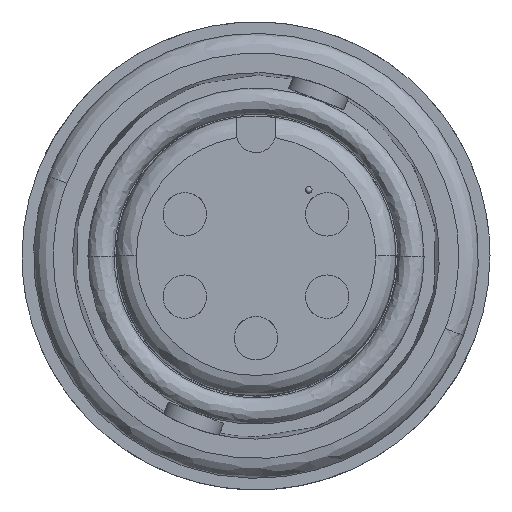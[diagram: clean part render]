
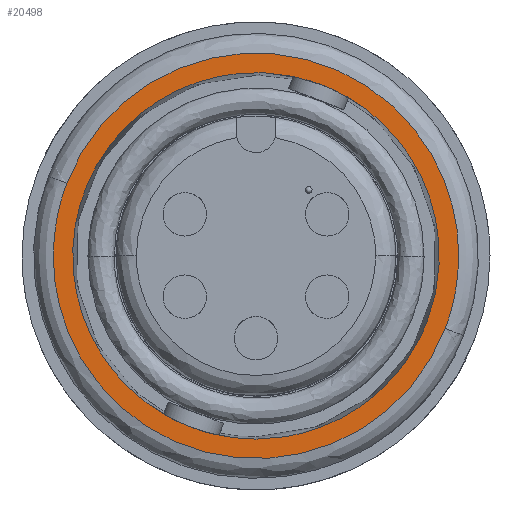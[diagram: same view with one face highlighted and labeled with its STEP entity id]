
A CAD part, top view. The second image highlights one B-rep face of the part: STEP entity #20498.
In plain terms, the highlighted planar face has unit normal (0, 0, 1).
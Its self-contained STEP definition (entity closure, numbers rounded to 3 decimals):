
#150 = CARTESIAN_POINT ( 'NONE',  ( 7.292, -2.799, 7.061 ) ) ;
#163 = CARTESIAN_POINT ( 'NONE',  ( 12.89, 11.784, 7.061 ) ) ;
#562 = CARTESIAN_POINT ( 'NONE',  ( 5.107, -4.928, 7.061 ) ) ;
#650 = EDGE_CURVE ( 'NONE', #8688, #18515, #16311, .T. ) ;
#747 = CARTESIAN_POINT ( 'NONE',  ( 2.531, 6.592, 7.061 ) ) ;
#1599 = CARTESIAN_POINT ( 'NONE',  ( -6.827, -2.028, 7.061 ) ) ;
#2160 = CARTESIAN_POINT ( 'NONE',  ( 7.292, -2.799, 7.061 ) ) ;
#2339 =( BOUNDED_CURVE ( )  B_SPLINE_CURVE ( 3, ( #150, #11181, #16652, #5682 ),
 .UNSPECIFIED., .F., .F. ) 
 B_SPLINE_CURVE_WITH_KNOTS ( ( 4, 4 ),
 ( 0., 1. ),
 .UNSPECIFIED. ) 
 CURVE ( )  GEOMETRIC_REPRESENTATION_ITEM ( )  RATIONAL_B_SPLINE_CURVE ( ( 1., 0.333, 0.333, 1. ) ) 
 REPRESENTATION_ITEM ( '' )  );
#2412 = CARTESIAN_POINT ( 'NONE',  ( 6.338, -3.192, 7.061 ) ) ;
#2689 = AXIS2_PLACEMENT_3D ( 'NONE', #5075, #6918, #19638 ) ;
#2863 = ORIENTED_EDGE ( 'NONE', *, *, #20717, .F. ) ;
#2962 = CARTESIAN_POINT ( 'NONE',  ( 2.531, 6.592, 7.061 ) ) ;
#3361 = CARTESIAN_POINT ( 'NONE',  ( 7.292, -2.799, 7.061 ) ) ;
#3441 = CARTESIAN_POINT ( 'NONE',  ( -5.531, -4.486, 7.061 ) ) ;
#5075 = CARTESIAN_POINT ( 'NONE',  ( 0., 0., 7.061 ) ) ;
#5220 = CARTESIAN_POINT ( 'NONE',  ( -1.109, 7.035, 7.061 ) ) ;
#5287 = CARTESIAN_POINT ( 'NONE',  ( -3.393, -6.261, 7.061 ) ) ;
#5291 = EDGE_CURVE ( 'NONE', #11480, #14432, #8316, .T. ) ;
#5682 = CARTESIAN_POINT ( 'NONE',  ( -7.292, 2.799, 7.061 ) ) ;
#6039 = CARTESIAN_POINT ( 'NONE',  ( 0., -7.061, 7.061 ) ) ;
#6813 = FACE_BOUND ( 'NONE', #15512, .T. ) ;
#6918 = DIRECTION ( 'NONE',  ( 0., 0., -1. ) ) ;
#7052 = CARTESIAN_POINT ( 'NONE',  ( -3.716, 6.075, 7.061 ) ) ;
#7157 = EDGE_CURVE ( 'NONE', #23278, #19457, #19868, .T. ) ;
#7298 = CARTESIAN_POINT ( 'NONE',  ( 3.393, 6.261, 7.061 ) ) ;
#7720 = CARTESIAN_POINT ( 'NONE',  ( 7.035, 1.109, 7.061 ) ) ;
#7770 = CARTESIAN_POINT ( 'NONE',  ( 7.083, -0.739, 7.061 ) ) ;
#7800 = CARTESIAN_POINT ( 'NONE',  ( 5.531, 4.486, 7.061 ) ) ;
#8043 = B_SPLINE_CURVE_WITH_KNOTS ( 'NONE', 3,
 ( #6039, #11535, #20568, #9753, #22370, #11615, #562, #13448, #2412, #15257 ),
 .UNSPECIFIED., .F., .F.,
 ( 4, 2, 2, 2, 4 ),
 ( 0.233, 0.425, 0.617, 0.808, 1. ),
 .UNSPECIFIED. ) ;
#8316 = B_SPLINE_CURVE_WITH_KNOTS ( 'NONE', 3,
 ( #20075, #9602, #7770, #7720, #16822, #16903, #7800, #20008, #7298, #9159 ),
 .UNSPECIFIED., .F., .F.,
 ( 4, 2, 2, 2, 4 ),
 ( 0., 0.25, 0.5, 0.75, 1. ),
 .UNSPECIFIED. ) ;
#8624 = CARTESIAN_POINT ( 'NONE',  ( 0., -7.061, 7.061 ) ) ;
#8688 = VERTEX_POINT ( 'NONE', #18260 ) ;
#8920 = CARTESIAN_POINT ( 'NONE',  ( -5.758, 4.19, 7.061 ) ) ;
#9159 = CARTESIAN_POINT ( 'NONE',  ( 2.531, 6.592, 7.061 ) ) ;
#9602 = CARTESIAN_POINT ( 'NONE',  ( 6.923, -1.668, 7.061 ) ) ;
#9753 = CARTESIAN_POINT ( 'NONE',  ( 2.771, -6.533, 7.061 ) ) ;
#10636 = ORIENTED_EDGE ( 'NONE', *, *, #7157, .F. ) ;
#10770 = CARTESIAN_POINT ( 'NONE',  ( -6.923, 1.668, 7.061 ) ) ;
#11181 = CARTESIAN_POINT ( 'NONE',  ( 1.694, -17.382, 7.061 ) ) ;
#11308 = CARTESIAN_POINT ( 'NONE',  ( -7.292, 2.799, 7.061 ) ) ;
#11480 = VERTEX_POINT ( 'NONE', #19095 ) ;
#11535 = CARTESIAN_POINT ( 'NONE',  ( 0.709, -7.061, 7.061 ) ) ;
#11615 = CARTESIAN_POINT ( 'NONE',  ( 4.584, -5.418, 7.061 ) ) ;
#12328 = FACE_OUTER_BOUND ( 'NONE', #18524, .T. ) ;
#12630 = CARTESIAN_POINT ( 'NONE',  ( -7.035, -1.109, 7.061 ) ) ;
#12657 = ORIENTED_EDGE ( 'NONE', *, *, #19428, .F. ) ;
#13448 = CARTESIAN_POINT ( 'NONE',  ( 5.984, -3.815, 7.061 ) ) ;
#14432 = VERTEX_POINT ( 'NONE', #747 ) ;
#14462 = CARTESIAN_POINT ( 'NONE',  ( -6.075, -3.716, 7.061 ) ) ;
#15257 = CARTESIAN_POINT ( 'NONE',  ( 6.592, -2.531, 7.061 ) ) ;
#15366 = CARTESIAN_POINT ( 'NONE',  ( -2.531, -6.592, 7.061 ) ) ;
#15512 = EDGE_LOOP ( 'NONE', ( #22703, #23374, #19064, #12657 ) ) ;
#15514 = CARTESIAN_POINT ( 'NONE',  ( -1.725, -6.901, 7.061 ) ) ;
#16026 = CARTESIAN_POINT ( 'NONE',  ( 1.668, 6.923, 7.061 ) ) ;
#16183 = CARTESIAN_POINT ( 'NONE',  ( 0.739, 7.083, 7.061 ) ) ;
#16253 = CARTESIAN_POINT ( 'NONE',  ( -4.19, -5.758, 7.061 ) ) ;
#16311 = B_SPLINE_CURVE_WITH_KNOTS ( 'NONE', 3,
 ( #15366, #15514, #17986, #8624 ),
 .UNSPECIFIED., .F., .F.,
 ( 4, 4 ),
 ( 0., 0.233 ),
 .UNSPECIFIED. ) ;
#16652 = CARTESIAN_POINT ( 'NONE',  ( -12.89, -11.784, 7.061 ) ) ;
#16822 = CARTESIAN_POINT ( 'NONE',  ( 6.827, 2.028, 7.061 ) ) ;
#16903 = CARTESIAN_POINT ( 'NONE',  ( 6.075, 3.716, 7.061 ) ) ;
#17248 = CARTESIAN_POINT ( 'NONE',  ( 0., -7.061, 7.061 ) ) ;
#17777 = PLANE ( 'NONE',  #2689 ) ;
#17972 = CARTESIAN_POINT ( 'NONE',  ( -2.028, 6.827, 7.061 ) ) ;
#17986 = CARTESIAN_POINT ( 'NONE',  ( -0.863, -7.061, 7.061 ) ) ;
#18057 = CARTESIAN_POINT ( 'NONE',  ( -2.531, -6.592, 7.061 ) ) ;
#18260 = CARTESIAN_POINT ( 'NONE',  ( -2.531, -6.592, 7.061 ) ) ;
#18515 = VERTEX_POINT ( 'NONE', #17248 ) ;
#18524 = EDGE_LOOP ( 'NONE', ( #10636, #2863 ) ) ;
#19064 = ORIENTED_EDGE ( 'NONE', *, *, #650, .F. ) ;
#19095 = CARTESIAN_POINT ( 'NONE',  ( 6.592, -2.531, 7.061 ) ) ;
#19428 = EDGE_CURVE ( 'NONE', #14432, #8688, #22078, .T. ) ;
#19457 = VERTEX_POINT ( 'NONE', #3361 ) ;
#19638 = DIRECTION ( 'NONE',  ( -1., 0., 0. ) ) ;
#19779 = CARTESIAN_POINT ( 'NONE',  ( -4.486, 5.531, 7.061 ) ) ;
#19868 =( BOUNDED_CURVE ( )  B_SPLINE_CURVE ( 3, ( #11308, #22951, #163, #2160 ),
 .UNSPECIFIED., .F., .T. ) 
 B_SPLINE_CURVE_WITH_KNOTS ( ( 4, 4 ),
 ( 0., 1. ),
 .UNSPECIFIED. ) 
 CURVE ( )  GEOMETRIC_REPRESENTATION_ITEM ( )  RATIONAL_B_SPLINE_CURVE ( ( 1., 0.333, 0.333, 1. ) ) 
 REPRESENTATION_ITEM ( '' )  );
#19982 = CARTESIAN_POINT ( 'NONE',  ( -7.292, 2.799, 7.061 ) ) ;
#20008 = CARTESIAN_POINT ( 'NONE',  ( 4.19, 5.758, 7.061 ) ) ;
#20075 = CARTESIAN_POINT ( 'NONE',  ( 6.592, -2.531, 7.061 ) ) ;
#20498 = ADVANCED_FACE ( 'NONE', ( #12328, #6813 ), #17777, .F. ) ;
#20568 = CARTESIAN_POINT ( 'NONE',  ( 1.417, -6.954, 7.061 ) ) ;
#20717 = EDGE_CURVE ( 'NONE', #19457, #23278, #2339, .T. ) ;
#21566 = CARTESIAN_POINT ( 'NONE',  ( -6.261, 3.393, 7.061 ) ) ;
#21687 = EDGE_CURVE ( 'NONE', #18515, #11480, #8043, .T. ) ;
#22078 = B_SPLINE_CURVE_WITH_KNOTS ( 'NONE', 3,
 ( #2962, #16026, #16183, #5220, #17972, #7052, #19779, #8920, #21566, #10770, #23396, #12630, #1599, #14462, #3441, #16253, #5287, #18057 ),
 .UNSPECIFIED., .F., .F.,
 ( 4, 2, 2, 2, 2, 2, 2, 2, 4 ),
 ( 0., 0.125, 0.25, 0.375, 0.5, 0.625, 0.75, 0.875, 1. ),
 .UNSPECIFIED. ) ;
#22370 = CARTESIAN_POINT ( 'NONE',  ( 3.416, -6.221, 7.061 ) ) ;
#22703 = ORIENTED_EDGE ( 'NONE', *, *, #5291, .F. ) ;
#22951 = CARTESIAN_POINT ( 'NONE',  ( -1.694, 17.382, 7.061 ) ) ;
#23278 = VERTEX_POINT ( 'NONE', #19982 ) ;
#23374 = ORIENTED_EDGE ( 'NONE', *, *, #21687, .F. ) ;
#23396 = CARTESIAN_POINT ( 'NONE',  ( -7.083, 0.739, 7.061 ) ) ;
